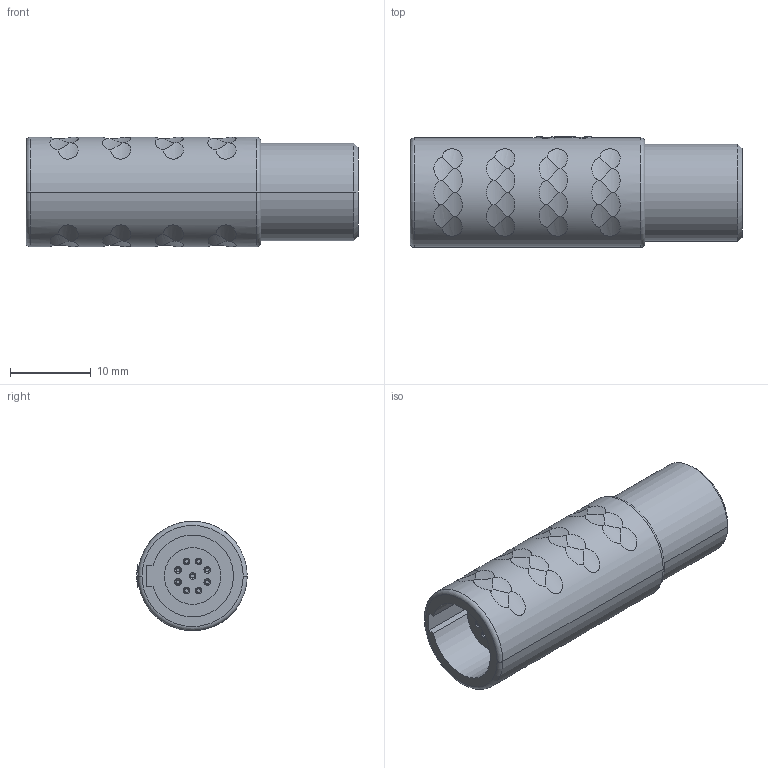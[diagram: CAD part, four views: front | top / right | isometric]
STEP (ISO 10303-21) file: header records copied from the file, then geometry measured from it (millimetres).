
FILE_DESCRIPTION((''),'2;1');
FILE_NAME('K11M0_-P09L','2023-09-11T10:50:53',('RTrager'),(''),'CREO PARAMETRIC BY PTC INC, 2022014','CREO PARAMETRIC BY PTC INC, 2022014','');
FILE_SCHEMA(('AUTOMOTIVE_DESIGN { 1 0 10303 214 1 1 1 1 }'));
Length unit declared in the file: millimetre
Products named in the file (1): K11M0_-P09L
Bounding box: 41 x 13.65 x 13.5 mm (x, y, z)
Volume: 3827.2 mm3; surface area: 3306.1 mm2
Topology: 1 solids, 1 shells, 254 faces, 624 edges, 404 vertices
Faces by surface type: cylinder 142, plane 72, cone 20, torus 12, bspline 8
Entity records: 12969 total; most frequent: CARTESIAN_POINT 3127, ORIENTED_EDGE 1248, DIRECTION 1181, EDGE_CURVE 624, AXIS2_PLACEMENT_3D 473, PROPERTY_DEFINITION 409, REPRESENTATION 408, PROPERTY_DEFINITION_REPRESENTATION 408
